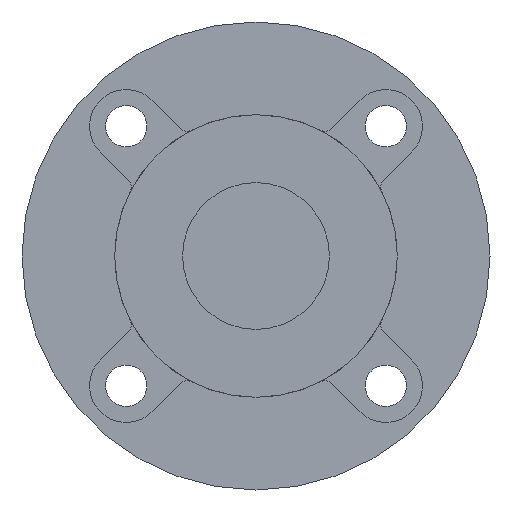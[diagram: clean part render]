
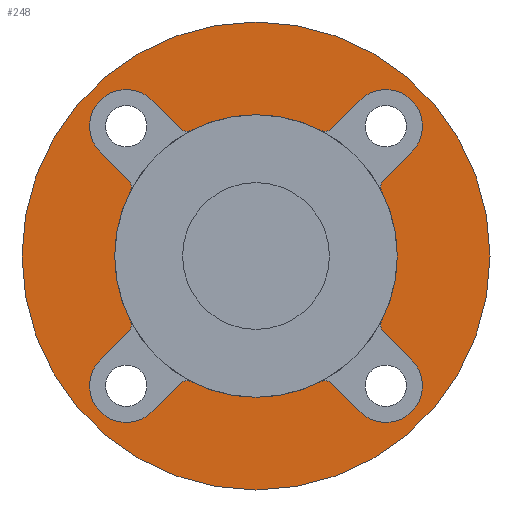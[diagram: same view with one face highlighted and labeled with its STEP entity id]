
A CAD part, left-side view. The second image highlights one B-rep face of the part: STEP entity #248.
In plain terms, the highlighted planar face has unit normal (-1, 0, 0).
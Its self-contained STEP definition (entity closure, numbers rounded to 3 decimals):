
#95=LINE('',#1383,#135);
#96=LINE('',#1392,#136);
#97=LINE('',#1396,#137);
#98=LINE('',#1404,#138);
#99=LINE('',#1408,#139);
#100=LINE('',#1416,#140);
#101=LINE('',#1420,#141);
#102=LINE('',#1428,#142);
#135=VECTOR('',#1115,1.);
#136=VECTOR('',#1122,1.);
#137=VECTOR('',#1125,1.);
#138=VECTOR('',#1132,1.);
#139=VECTOR('',#1135,1.);
#140=VECTOR('',#1142,1.);
#141=VECTOR('',#1145,1.);
#142=VECTOR('',#1152,1.);
#191=PLANE('',#983);
#248=ADVANCED_FACE('',(#339,#340),#191,.T.);
#339=FACE_BOUND('',#409,.T.);
#340=FACE_BOUND('',#410,.T.);
#409=EDGE_LOOP('',(#501,#502,#503,#504,#505,#506,#507,#508,#509,#510,#511,
#512,#513,#514,#515,#516,#517,#518,#519,#520,#521,#522,#523,#524));
#410=EDGE_LOOP('',(#525));
#501=ORIENTED_EDGE('',*,*,#782,.F.);
#502=ORIENTED_EDGE('',*,*,#783,.T.);
#503=ORIENTED_EDGE('',*,*,#784,.F.);
#504=ORIENTED_EDGE('',*,*,#785,.T.);
#505=ORIENTED_EDGE('',*,*,#786,.T.);
#506=ORIENTED_EDGE('',*,*,#787,.T.);
#507=ORIENTED_EDGE('',*,*,#788,.T.);
#508=ORIENTED_EDGE('',*,*,#789,.T.);
#509=ORIENTED_EDGE('',*,*,#790,.F.);
#510=ORIENTED_EDGE('',*,*,#791,.T.);
#511=ORIENTED_EDGE('',*,*,#792,.F.);
#512=ORIENTED_EDGE('',*,*,#793,.T.);
#513=ORIENTED_EDGE('',*,*,#794,.F.);
#514=ORIENTED_EDGE('',*,*,#795,.T.);
#515=ORIENTED_EDGE('',*,*,#796,.F.);
#516=ORIENTED_EDGE('',*,*,#797,.T.);
#517=ORIENTED_EDGE('',*,*,#798,.T.);
#518=ORIENTED_EDGE('',*,*,#799,.T.);
#519=ORIENTED_EDGE('',*,*,#800,.T.);
#520=ORIENTED_EDGE('',*,*,#801,.T.);
#521=ORIENTED_EDGE('',*,*,#802,.F.);
#522=ORIENTED_EDGE('',*,*,#803,.T.);
#523=ORIENTED_EDGE('',*,*,#804,.F.);
#524=ORIENTED_EDGE('',*,*,#805,.T.);
#525=ORIENTED_EDGE('',*,*,#806,.T.);
#701=VERTEX_POINT('',#1384);
#702=VERTEX_POINT('',#1385);
#703=VERTEX_POINT('',#1387);
#704=VERTEX_POINT('',#1389);
#705=VERTEX_POINT('',#1391);
#706=VERTEX_POINT('',#1393);
#707=VERTEX_POINT('',#1395);
#708=VERTEX_POINT('',#1397);
#709=VERTEX_POINT('',#1399);
#710=VERTEX_POINT('',#1401);
#711=VERTEX_POINT('',#1403);
#712=VERTEX_POINT('',#1405);
#713=VERTEX_POINT('',#1407);
#714=VERTEX_POINT('',#1409);
#715=VERTEX_POINT('',#1411);
#716=VERTEX_POINT('',#1413);
#717=VERTEX_POINT('',#1415);
#718=VERTEX_POINT('',#1417);
#719=VERTEX_POINT('',#1419);
#720=VERTEX_POINT('',#1421);
#721=VERTEX_POINT('',#1423);
#722=VERTEX_POINT('',#1425);
#723=VERTEX_POINT('',#1427);
#724=VERTEX_POINT('',#1429);
#725=VERTEX_POINT('',#1432);
#782=EDGE_CURVE('',#701,#702,#95,.T.);
#783=EDGE_CURVE('',#701,#703,#887,.T.);
#784=EDGE_CURVE('',#704,#703,#888,.T.);
#785=EDGE_CURVE('',#704,#705,#889,.T.);
#786=EDGE_CURVE('',#705,#706,#96,.T.);
#787=EDGE_CURVE('',#706,#707,#890,.T.);
#788=EDGE_CURVE('',#707,#708,#97,.T.);
#789=EDGE_CURVE('',#708,#709,#891,.T.);
#790=EDGE_CURVE('',#710,#709,#892,.T.);
#791=EDGE_CURVE('',#710,#711,#893,.T.);
#792=EDGE_CURVE('',#712,#711,#98,.T.);
#793=EDGE_CURVE('',#712,#713,#894,.T.);
#794=EDGE_CURVE('',#714,#713,#99,.T.);
#795=EDGE_CURVE('',#714,#715,#895,.T.);
#796=EDGE_CURVE('',#716,#715,#896,.T.);
#797=EDGE_CURVE('',#716,#717,#897,.T.);
#798=EDGE_CURVE('',#717,#718,#100,.T.);
#799=EDGE_CURVE('',#718,#719,#898,.T.);
#800=EDGE_CURVE('',#719,#720,#101,.T.);
#801=EDGE_CURVE('',#720,#721,#899,.T.);
#802=EDGE_CURVE('',#722,#721,#900,.T.);
#803=EDGE_CURVE('',#722,#723,#901,.T.);
#804=EDGE_CURVE('',#724,#723,#102,.T.);
#805=EDGE_CURVE('',#724,#702,#902,.T.);
#806=EDGE_CURVE('',#725,#725,#903,.T.);
#887=CIRCLE('',#966,1.);
#888=CIRCLE('',#967,15.4);
#889=CIRCLE('',#968,1.);
#890=CIRCLE('',#969,4.);
#891=CIRCLE('',#970,1.);
#892=CIRCLE('',#971,15.4);
#893=CIRCLE('',#972,1.);
#894=CIRCLE('',#973,4.);
#895=CIRCLE('',#974,1.);
#896=CIRCLE('',#975,15.4);
#897=CIRCLE('',#976,1.);
#898=CIRCLE('',#977,4.);
#899=CIRCLE('',#978,1.);
#900=CIRCLE('',#979,15.4);
#901=CIRCLE('',#980,1.);
#902=CIRCLE('',#981,4.);
#903=CIRCLE('',#982,25.5);
#966=AXIS2_PLACEMENT_3D('',#1386,#1116,#1117);
#967=AXIS2_PLACEMENT_3D('',#1388,#1118,#1119);
#968=AXIS2_PLACEMENT_3D('',#1390,#1120,#1121);
#969=AXIS2_PLACEMENT_3D('',#1394,#1123,#1124);
#970=AXIS2_PLACEMENT_3D('',#1398,#1126,#1127);
#971=AXIS2_PLACEMENT_3D('',#1400,#1128,#1129);
#972=AXIS2_PLACEMENT_3D('',#1402,#1130,#1131);
#973=AXIS2_PLACEMENT_3D('',#1406,#1133,#1134);
#974=AXIS2_PLACEMENT_3D('',#1410,#1136,#1137);
#975=AXIS2_PLACEMENT_3D('',#1412,#1138,#1139);
#976=AXIS2_PLACEMENT_3D('',#1414,#1140,#1141);
#977=AXIS2_PLACEMENT_3D('',#1418,#1143,#1144);
#978=AXIS2_PLACEMENT_3D('',#1422,#1146,#1147);
#979=AXIS2_PLACEMENT_3D('',#1424,#1148,#1149);
#980=AXIS2_PLACEMENT_3D('',#1426,#1150,#1151);
#981=AXIS2_PLACEMENT_3D('',#1430,#1153,#1154);
#982=AXIS2_PLACEMENT_3D('',#1431,#1155,#1156);
#983=AXIS2_PLACEMENT_3D('',#1433,#1157,#1158);
#1115=DIRECTION('',(0.,-0.707,-0.707));
#1116=DIRECTION('',(-1.,0.,0.));
#1117=DIRECTION('',(0.,0.,1.));
#1118=DIRECTION('',(-1.,0.,0.));
#1119=DIRECTION('',(0.,0.,-1.));
#1120=DIRECTION('',(-1.,0.,0.));
#1121=DIRECTION('',(0.,0.,1.));
#1122=DIRECTION('',(0.,0.707,-0.707));
#1123=DIRECTION('',(1.,0.,0.));
#1124=DIRECTION('',(0.,0.,1.));
#1125=DIRECTION('',(0.,-0.707,0.707));
#1126=DIRECTION('',(-1.,0.,0.));
#1127=DIRECTION('',(0.,0.,1.));
#1128=DIRECTION('',(-1.,0.,0.));
#1129=DIRECTION('',(0.,0.,-1.));
#1130=DIRECTION('',(-1.,0.,0.));
#1131=DIRECTION('',(0.,0.,1.));
#1132=DIRECTION('',(0.,-0.707,-0.707));
#1133=DIRECTION('',(1.,0.,0.));
#1134=DIRECTION('',(0.,0.,1.));
#1135=DIRECTION('',(0.,0.707,0.707));
#1136=DIRECTION('',(-1.,0.,0.));
#1137=DIRECTION('',(0.,0.,1.));
#1138=DIRECTION('',(-1.,0.,0.));
#1139=DIRECTION('',(0.,0.,-1.));
#1140=DIRECTION('',(-1.,0.,0.));
#1141=DIRECTION('',(0.,0.,1.));
#1142=DIRECTION('',(0.,-0.707,0.707));
#1143=DIRECTION('',(1.,0.,0.));
#1144=DIRECTION('',(0.,0.,1.));
#1145=DIRECTION('',(0.,0.707,-0.707));
#1146=DIRECTION('',(-1.,0.,0.));
#1147=DIRECTION('',(0.,0.,1.));
#1148=DIRECTION('',(-1.,0.,0.));
#1149=DIRECTION('',(0.,0.,-1.));
#1150=DIRECTION('',(-1.,0.,0.));
#1151=DIRECTION('',(0.,0.,1.));
#1152=DIRECTION('',(0.,0.707,0.707));
#1153=DIRECTION('',(1.,0.,0.));
#1154=DIRECTION('',(0.,0.,1.));
#1155=DIRECTION('',(-1.,0.,0.));
#1156=DIRECTION('',(0.,0.,1.));
#1157=DIRECTION('',(-1.,0.,0.));
#1158=DIRECTION('',(0.,0.,1.));
#1383=CARTESIAN_POINT('',(51.967,-6.658,-12.315));
#1384=CARTESIAN_POINT('',(51.967,-8.216,-13.873));
#1385=CARTESIAN_POINT('',(51.967,-11.314,-16.971));
#1386=CARTESIAN_POINT('',(51.967,-7.509,-14.58));
#1387=CARTESIAN_POINT('',(51.967,-7.051,-13.691));
#1388=CARTESIAN_POINT('',(51.967,0.,0.));
#1389=CARTESIAN_POINT('',(51.967,7.051,-13.691));
#1390=CARTESIAN_POINT('',(51.967,7.509,-14.58));
#1391=CARTESIAN_POINT('',(51.967,8.216,-13.873));
#1392=CARTESIAN_POINT('',(51.967,6.658,-12.315));
#1393=CARTESIAN_POINT('',(51.967,11.314,-16.971));
#1394=CARTESIAN_POINT('',(51.967,14.142,-14.142));
#1395=CARTESIAN_POINT('',(51.967,16.971,-11.314));
#1396=CARTESIAN_POINT('',(51.967,16.971,-11.314));
#1397=CARTESIAN_POINT('',(51.967,13.873,-8.216));
#1398=CARTESIAN_POINT('',(51.967,14.58,-7.509));
#1399=CARTESIAN_POINT('',(51.967,13.691,-7.051));
#1400=CARTESIAN_POINT('',(51.967,0.,0.));
#1401=CARTESIAN_POINT('',(51.967,13.691,7.051));
#1402=CARTESIAN_POINT('',(51.967,14.58,7.509));
#1403=CARTESIAN_POINT('',(51.967,13.873,8.216));
#1404=CARTESIAN_POINT('',(51.967,16.971,11.314));
#1405=CARTESIAN_POINT('',(51.967,16.971,11.314));
#1406=CARTESIAN_POINT('',(51.967,14.142,14.142));
#1407=CARTESIAN_POINT('',(51.967,11.314,16.971));
#1408=CARTESIAN_POINT('',(51.967,6.658,12.315));
#1409=CARTESIAN_POINT('',(51.967,8.216,13.873));
#1410=CARTESIAN_POINT('',(51.967,7.509,14.58));
#1411=CARTESIAN_POINT('',(51.967,7.051,13.691));
#1412=CARTESIAN_POINT('',(51.967,0.,0.));
#1413=CARTESIAN_POINT('',(51.967,-7.051,13.691));
#1414=CARTESIAN_POINT('',(51.967,-7.509,14.58));
#1415=CARTESIAN_POINT('',(51.967,-8.216,13.873));
#1416=CARTESIAN_POINT('',(51.967,-6.658,12.315));
#1417=CARTESIAN_POINT('',(51.967,-11.314,16.971));
#1418=CARTESIAN_POINT('',(51.967,-14.142,14.142));
#1419=CARTESIAN_POINT('',(51.967,-16.971,11.314));
#1420=CARTESIAN_POINT('',(51.967,-16.971,11.314));
#1421=CARTESIAN_POINT('',(51.967,-13.873,8.216));
#1422=CARTESIAN_POINT('',(51.967,-14.58,7.509));
#1423=CARTESIAN_POINT('',(51.967,-13.691,7.051));
#1424=CARTESIAN_POINT('',(51.967,0.,0.));
#1425=CARTESIAN_POINT('',(51.967,-13.691,-7.051));
#1426=CARTESIAN_POINT('',(51.967,-14.58,-7.509));
#1427=CARTESIAN_POINT('',(51.967,-13.873,-8.216));
#1428=CARTESIAN_POINT('',(51.967,-16.971,-11.314));
#1429=CARTESIAN_POINT('',(51.967,-16.971,-11.314));
#1430=CARTESIAN_POINT('',(51.967,-14.142,-14.142));
#1431=CARTESIAN_POINT('',(51.967,0.,0.));
#1432=CARTESIAN_POINT('',(51.967,0.,25.5));
#1433=CARTESIAN_POINT('',(51.967,15.25,0.));
